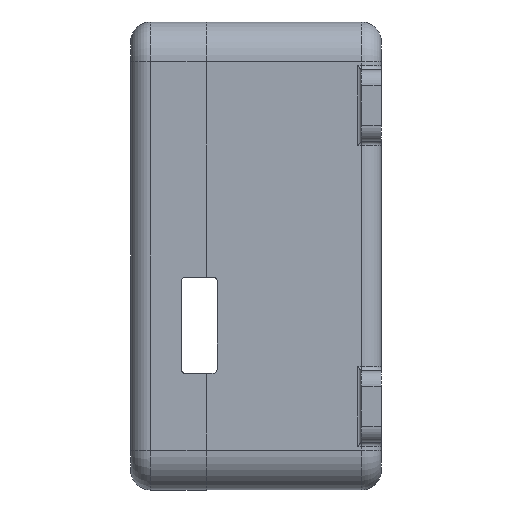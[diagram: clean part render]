
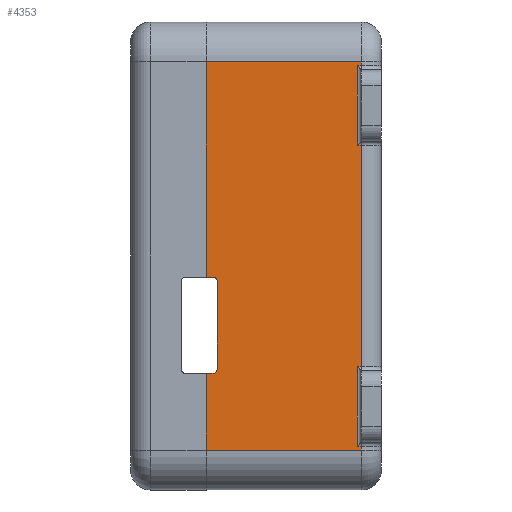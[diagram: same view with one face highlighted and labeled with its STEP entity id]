
A CAD part, left-side view. The second image highlights one B-rep face of the part: STEP entity #4353.
In plain terms, the highlighted planar face has unit normal (-1, 0, 0).
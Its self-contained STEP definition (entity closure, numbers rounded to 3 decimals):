
#156 = CARTESIAN_POINT ( 'NONE',  ( 17.094, 21.142, -36.614 ) ) ;
#200 = CARTESIAN_POINT ( 'NONE',  ( 17.094, 2.5, -9.535 ) ) ;
#216 = VERTEX_POINT ( 'NONE', #1733 ) ;
#287 = EDGE_CURVE ( 'NONE', #9219, #4274, #4641, .T. ) ;
#336 = EDGE_CURVE ( 'NONE', #7304, #8916, #1719, .T. ) ;
#491 = DIRECTION ( 'NONE',  ( 0., 0., -1. ) ) ;
#506 = VERTEX_POINT ( 'NONE', #10899 ) ;
#569 = CARTESIAN_POINT ( 'NONE',  ( 17.094, 21.142, -48.169 ) ) ;
#697 = EDGE_CURVE ( 'NONE', #7304, #3581, #1710, .T. ) ;
#748 = VERTEX_POINT ( 'NONE', #9026 ) ;
#788 = ORIENTED_EDGE ( 'NONE', *, *, #287, .F. ) ;
#864 = EDGE_LOOP ( 'NONE', ( #1284, #9870, #7188, #9749, #11665, #4612, #9571, #5650, #2448, #1739, #788, #2217, #11501, #3920, #1042, #9196, #1342, #9926 ) ) ;
#1042 = ORIENTED_EDGE ( 'NONE', *, *, #8584, .T. ) ;
#1277 = CARTESIAN_POINT ( 'NONE',  ( 17.094, 24., -57.835 ) ) ;
#1284 = ORIENTED_EDGE ( 'NONE', *, *, #9175, .T. ) ;
#1295 = CARTESIAN_POINT ( 'NONE',  ( 17.094, 22., -9.535 ) ) ;
#1304 = PLANE ( 'NONE',  #3866 ) ;
#1342 = ORIENTED_EDGE ( 'NONE', *, *, #9791, .T. ) ;
#1361 = LINE ( 'NONE', #11944, #12686 ) ;
#1415 = VERTEX_POINT ( 'NONE', #1295 ) ;
#1710 = CIRCLE ( 'NONE', #6490, 0.5 ) ;
#1719 = LINE ( 'NONE', #2642, #11860 ) ;
#1733 = CARTESIAN_POINT ( 'NONE',  ( 17.094, 2.5, -47.835 ) ) ;
#1739 = ORIENTED_EDGE ( 'NONE', *, *, #7238, .F. ) ;
#1899 = DIRECTION ( 'NONE',  ( 0., 0., 1. ) ) ;
#1905 = EDGE_CURVE ( 'NONE', #9219, #11190, #3091, .T. ) ;
#2125 = VERTEX_POINT ( 'NONE', #6389 ) ;
#2217 = ORIENTED_EDGE ( 'NONE', *, *, #1905, .T. ) ;
#2281 = LINE ( 'NONE', #3607, #3500 ) ;
#2309 = CARTESIAN_POINT ( 'NONE',  ( 17.094, 2.5, -20.035 ) ) ;
#2321 = EDGE_CURVE ( 'NONE', #506, #216, #5526, .T. ) ;
#2433 = DIRECTION ( 'NONE',  ( 0., 1., 0. ) ) ;
#2448 = ORIENTED_EDGE ( 'NONE', *, *, #11918, .T. ) ;
#2572 = VECTOR ( 'NONE', #5116, 1000. ) ;
#2642 = CARTESIAN_POINT ( 'NONE',  ( 17.094, 25.142, -36.614 ) ) ;
#2691 = VECTOR ( 'NONE', #2433, 1000. ) ;
#2896 = CARTESIAN_POINT ( 'NONE',  ( 17.094, 3., -4.535 ) ) ;
#2933 = CARTESIAN_POINT ( 'NONE',  ( 17.094, 2.5, -58.335 ) ) ;
#2940 = VECTOR ( 'NONE', #6916, 1000. ) ;
#3025 = CARTESIAN_POINT ( 'NONE',  ( 17.094, 24., -9.535 ) ) ;
#3052 = CARTESIAN_POINT ( 'NONE',  ( 17.094, 2.5, -9.535 ) ) ;
#3091 = LINE ( 'NONE', #9960, #10928 ) ;
#3120 = CARTESIAN_POINT ( 'NONE',  ( 17.094, 3., -48.335 ) ) ;
#3296 = DIRECTION ( 'NONE',  ( 0., 0., -1. ) ) ;
#3406 = CARTESIAN_POINT ( 'NONE',  ( 17.094, 2.5, -9.535 ) ) ;
#3475 = VECTOR ( 'NONE', #5113, 1000. ) ;
#3500 = VECTOR ( 'NONE', #12515, 1000. ) ;
#3533 = CARTESIAN_POINT ( 'NONE',  ( 17.094, 3., -10.035 ) ) ;
#3546 = LINE ( 'NONE', #8632, #5864 ) ;
#3581 = VERTEX_POINT ( 'NONE', #8654 ) ;
#3607 = CARTESIAN_POINT ( 'NONE',  ( 17.094, 2.5, -9.535 ) ) ;
#3847 = CARTESIAN_POINT ( 'NONE',  ( 17.094, 25.142, -48.669 ) ) ;
#3866 = AXIS2_PLACEMENT_3D ( 'NONE', #4248, #10203, #3296 ) ;
#3910 = VECTOR ( 'NONE', #6970, 1000. ) ;
#3920 = ORIENTED_EDGE ( 'NONE', *, *, #11377, .T. ) ;
#3926 = CIRCLE ( 'NONE', #7792, 0.5 ) ;
#4051 = DIRECTION ( 'NONE',  ( 0., -1., 0. ) ) ;
#4110 = CARTESIAN_POINT ( 'NONE',  ( 17.094, 21.142, -37.114 ) ) ;
#4248 = CARTESIAN_POINT ( 'NONE',  ( 17.094, 24., -4.535 ) ) ;
#4274 = VERTEX_POINT ( 'NONE', #12299 ) ;
#4353 = ADVANCED_FACE ( 'NONE', ( #8543 ), #1304, .F. ) ;
#4541 = VECTOR ( 'NONE', #7898, 1000. ) ;
#4584 = VERTEX_POINT ( 'NONE', #9011 ) ;
#4612 = ORIENTED_EDGE ( 'NONE', *, *, #336, .F. ) ;
#4641 = LINE ( 'NONE', #6563, #12469 ) ;
#4856 = LINE ( 'NONE', #2896, #5343 ) ;
#5025 = LINE ( 'NONE', #3025, #2572 ) ;
#5113 = DIRECTION ( 'NONE',  ( 0., 1., 0. ) ) ;
#5116 = DIRECTION ( 'NONE',  ( 0., 1., 0. ) ) ;
#5343 = VECTOR ( 'NONE', #1899, 1000. ) ;
#5526 = LINE ( 'NONE', #6737, #10432 ) ;
#5627 = LINE ( 'NONE', #3052, #4541 ) ;
#5643 = DIRECTION ( 'NONE',  ( 0., 0., 1. ) ) ;
#5650 = ORIENTED_EDGE ( 'NONE', *, *, #6651, .F. ) ;
#5768 = VECTOR ( 'NONE', #10898, 1000. ) ;
#5812 = VERTEX_POINT ( 'NONE', #6339 ) ;
#5864 = VECTOR ( 'NONE', #5643, 1000. ) ;
#6063 = CARTESIAN_POINT ( 'NONE',  ( 17.094, 3., -57.835 ) ) ;
#6339 = CARTESIAN_POINT ( 'NONE',  ( 17.094, 3., -20.035 ) ) ;
#6389 = CARTESIAN_POINT ( 'NONE',  ( 17.094, 2.5, -20.035 ) ) ;
#6465 = EDGE_CURVE ( 'NONE', #4584, #10277, #2281, .T. ) ;
#6490 = AXIS2_PLACEMENT_3D ( 'NONE', #4110, #10932, #12003 ) ;
#6563 = CARTESIAN_POINT ( 'NONE',  ( 17.094, 22., -58.335 ) ) ;
#6651 = EDGE_CURVE ( 'NONE', #12037, #3581, #1361, .T. ) ;
#6737 = CARTESIAN_POINT ( 'NONE',  ( 17.094, 0., -47.835 ) ) ;
#6916 = DIRECTION ( 'NONE',  ( 0., -1., 0. ) ) ;
#6970 = DIRECTION ( 'NONE',  ( 0., 0., 1. ) ) ;
#7078 = DIRECTION ( 'NONE',  ( 0., -1., 0. ) ) ;
#7188 = ORIENTED_EDGE ( 'NONE', *, *, #6465, .T. ) ;
#7238 = EDGE_CURVE ( 'NONE', #4274, #748, #12014, .T. ) ;
#7304 = VERTEX_POINT ( 'NONE', #156 ) ;
#7669 = EDGE_CURVE ( 'NONE', #8916, #1415, #3546, .T. ) ;
#7781 = VERTEX_POINT ( 'NONE', #9240 ) ;
#7792 = AXIS2_PLACEMENT_3D ( 'NONE', #569, #12174, #491 ) ;
#7801 = LINE ( 'NONE', #1277, #3475 ) ;
#7898 = DIRECTION ( 'NONE',  ( 0., 0., 1. ) ) ;
#7936 = DIRECTION ( 'NONE',  ( 0., 0., 1. ) ) ;
#7981 = LINE ( 'NONE', #8403, #10083 ) ;
#8403 = CARTESIAN_POINT ( 'NONE',  ( 17.094, 24., -10.035 ) ) ;
#8543 = FACE_OUTER_BOUND ( 'NONE', #864, .T. ) ;
#8584 = EDGE_CURVE ( 'NONE', #11700, #506, #10197, .T. ) ;
#8632 = CARTESIAN_POINT ( 'NONE',  ( 17.094, 22., -58.335 ) ) ;
#8654 = CARTESIAN_POINT ( 'NONE',  ( 17.094, 20.642, -37.114 ) ) ;
#8916 = VERTEX_POINT ( 'NONE', #9263 ) ;
#9011 = CARTESIAN_POINT ( 'NONE',  ( 17.094, 2.5, -10.035 ) ) ;
#9026 = CARTESIAN_POINT ( 'NONE',  ( 17.094, 21.142, -48.669 ) ) ;
#9175 = EDGE_CURVE ( 'NONE', #5812, #9542, #4856, .T. ) ;
#9196 = ORIENTED_EDGE ( 'NONE', *, *, #2321, .T. ) ;
#9219 = VERTEX_POINT ( 'NONE', #10049 ) ;
#9240 = CARTESIAN_POINT ( 'NONE',  ( 17.094, 2.5, -57.835 ) ) ;
#9252 = EDGE_CURVE ( 'NONE', #10277, #1415, #5025, .T. ) ;
#9263 = CARTESIAN_POINT ( 'NONE',  ( 17.094, 22., -36.614 ) ) ;
#9504 = DIRECTION ( 'NONE',  ( 0., 0., 1. ) ) ;
#9542 = VERTEX_POINT ( 'NONE', #3533 ) ;
#9544 = DIRECTION ( 'NONE',  ( 0., 1., 0. ) ) ;
#9571 = ORIENTED_EDGE ( 'NONE', *, *, #697, .T. ) ;
#9749 = ORIENTED_EDGE ( 'NONE', *, *, #9252, .T. ) ;
#9791 = EDGE_CURVE ( 'NONE', #216, #2125, #5627, .T. ) ;
#9870 = ORIENTED_EDGE ( 'NONE', *, *, #10490, .T. ) ;
#9926 = ORIENTED_EDGE ( 'NONE', *, *, #10919, .T. ) ;
#9960 = CARTESIAN_POINT ( 'NONE',  ( 17.094, 24., -58.335 ) ) ;
#10049 = CARTESIAN_POINT ( 'NONE',  ( 17.094, 22., -58.335 ) ) ;
#10067 = LINE ( 'NONE', #2309, #2691 ) ;
#10083 = VECTOR ( 'NONE', #12358, 1000. ) ;
#10197 = LINE ( 'NONE', #3120, #3910 ) ;
#10203 = DIRECTION ( 'NONE',  ( 1., 0., 0. ) ) ;
#10277 = VERTEX_POINT ( 'NONE', #3406 ) ;
#10432 = VECTOR ( 'NONE', #4051, 1000. ) ;
#10490 = EDGE_CURVE ( 'NONE', #9542, #4584, #7981, .T. ) ;
#10898 = DIRECTION ( 'NONE',  ( 0., 0., 1. ) ) ;
#10899 = CARTESIAN_POINT ( 'NONE',  ( 17.094, 3., -47.835 ) ) ;
#10919 = EDGE_CURVE ( 'NONE', #2125, #5812, #10067, .T. ) ;
#10928 = VECTOR ( 'NONE', #7078, 1000. ) ;
#10932 = DIRECTION ( 'NONE',  ( 1., 0., 0. ) ) ;
#10990 = LINE ( 'NONE', #200, #5768 ) ;
#11190 = VERTEX_POINT ( 'NONE', #2933 ) ;
#11377 = EDGE_CURVE ( 'NONE', #7781, #11700, #7801, .T. ) ;
#11501 = ORIENTED_EDGE ( 'NONE', *, *, #11695, .T. ) ;
#11665 = ORIENTED_EDGE ( 'NONE', *, *, #7669, .F. ) ;
#11695 = EDGE_CURVE ( 'NONE', #11190, #7781, #10990, .T. ) ;
#11700 = VERTEX_POINT ( 'NONE', #6063 ) ;
#11860 = VECTOR ( 'NONE', #9544, 1000. ) ;
#11918 = EDGE_CURVE ( 'NONE', #12037, #748, #3926, .T. ) ;
#11944 = CARTESIAN_POINT ( 'NONE',  ( 17.094, 20.642, -48.669 ) ) ;
#12003 = DIRECTION ( 'NONE',  ( 0., 0., -1. ) ) ;
#12014 = LINE ( 'NONE', #3847, #2940 ) ;
#12037 = VERTEX_POINT ( 'NONE', #12369 ) ;
#12174 = DIRECTION ( 'NONE',  ( 1., 0., 0. ) ) ;
#12299 = CARTESIAN_POINT ( 'NONE',  ( 17.094, 22., -48.669 ) ) ;
#12358 = DIRECTION ( 'NONE',  ( 0., -1., 0. ) ) ;
#12369 = CARTESIAN_POINT ( 'NONE',  ( 17.094, 20.642, -48.169 ) ) ;
#12469 = VECTOR ( 'NONE', #9504, 1000. ) ;
#12515 = DIRECTION ( 'NONE',  ( 0., 0., 1. ) ) ;
#12686 = VECTOR ( 'NONE', #7936, 1000. ) ;
